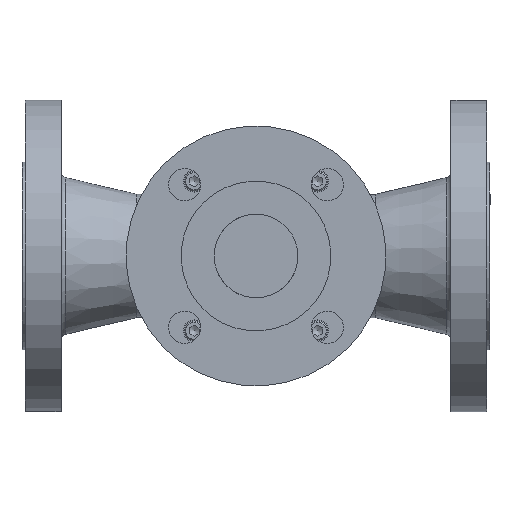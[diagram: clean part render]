
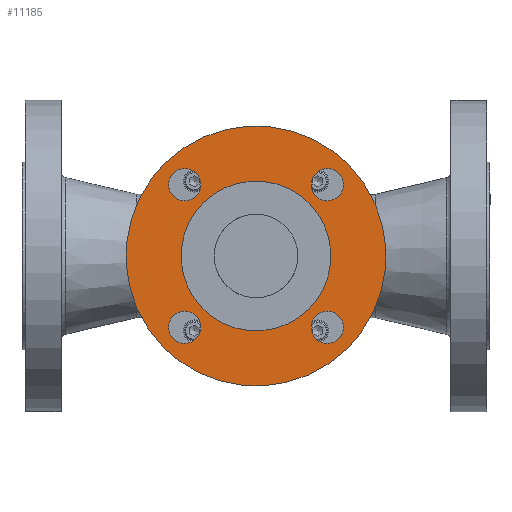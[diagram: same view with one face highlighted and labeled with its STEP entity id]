
A CAD part, front view. The second image highlights one B-rep face of the part: STEP entity #11185.
In plain terms, the highlighted planar face has unit normal (0, -1, 0).
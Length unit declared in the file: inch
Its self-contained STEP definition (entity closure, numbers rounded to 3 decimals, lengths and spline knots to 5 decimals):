
#11010=CARTESIAN_POINT('',(-1.66925,-2.319,1.45906));
#11011=VERTEX_POINT('',#11010);
#11012=CARTESIAN_POINT('',(-1.37179,-2.319,1.37179));
#11013=DIRECTION('',(0.,-1.0,0.));
#11014=DIRECTION('',(-0.707,0.,0.707));
#11015=AXIS2_PLACEMENT_3D('',#11012,#11013,#11014);
#11016=CIRCLE('',#11015,0.31);
#11017=EDGE_CURVE('',#11011,#11011,#11016,.T.);
#11027=CARTESIAN_POINT('',(0.70385,-2.319,2.39887));
#11028=VERTEX_POINT('',#11027);
#11029=CARTESIAN_POINT('',(0.,-2.319,0.));
#11030=DIRECTION('',(0.,-1.,0.));
#11031=DIRECTION('',(-0.707,0.,0.707));
#11032=AXIS2_PLACEMENT_3D('',#11029,#11030,#11031);
#11033=CIRCLE('',#11032,2.5);
#11034=EDGE_CURVE('',#11028,#11028,#11033,.T.);
#11126=CARTESIAN_POINT('',(0.40542,-2.319,1.38175));
#11127=VERTEX_POINT('',#11126);
#11128=CARTESIAN_POINT('',(0.,-2.319,0.));
#11129=DIRECTION('',(0.,-1.0,0.));
#11130=DIRECTION('',(-0.707,0.,0.707));
#11131=AXIS2_PLACEMENT_3D('',#11128,#11129,#11130);
#11132=CIRCLE('',#11131,1.44);
#11133=EDGE_CURVE('',#11127,#11127,#11132,.T.);
#11138=CARTESIAN_POINT('',(1.01823,-2.319,1.01823));
#11139=DIRECTION('',(0.0,-1.0,0.0));
#11140=DIRECTION('',(0.707,0.0,-0.707));
#11141=AXIS2_PLACEMENT_3D('',#11138,#11139,#11140);
#11142=PLANE('',#11141);
#11143=ORIENTED_EDGE('',*,*,#11034,.T.);
#11144=EDGE_LOOP('',(#11143));
#11145=FACE_OUTER_BOUND('',#11144,.T.);
#11146=ORIENTED_EDGE('',*,*,#11017,.F.);
#11147=EDGE_LOOP('',(#11146));
#11148=FACE_BOUND('',#11147,.T.);
#11149=ORIENTED_EDGE('',*,*,#11133,.F.);
#11150=EDGE_LOOP('',(#11149));
#11151=FACE_BOUND('',#11150,.T.);
#11152=CARTESIAN_POINT('',(-1.45906,-2.319,-1.66925));
#11153=VERTEX_POINT('',#11152);
#11154=CARTESIAN_POINT('',(-1.37179,-2.319,-1.37179));
#11155=DIRECTION('',(0.,-1.0,0.));
#11156=DIRECTION('',(-0.707,0.,0.707));
#11157=AXIS2_PLACEMENT_3D('',#11154,#11155,#11156);
#11158=CIRCLE('',#11157,0.31);
#11159=EDGE_CURVE('',#11153,#11153,#11158,.T.);
#11160=ORIENTED_EDGE('',*,*,#11159,.F.);
#11161=EDGE_LOOP('',(#11160));
#11162=FACE_BOUND('',#11161,.T.);
#11163=CARTESIAN_POINT('',(1.66925,-2.319,-1.45906));
#11164=VERTEX_POINT('',#11163);
#11165=CARTESIAN_POINT('',(1.37179,-2.319,-1.37179));
#11166=DIRECTION('',(0.,-1.0,0.));
#11167=DIRECTION('',(-0.707,0.,0.707));
#11168=AXIS2_PLACEMENT_3D('',#11165,#11166,#11167);
#11169=CIRCLE('',#11168,0.31);
#11170=EDGE_CURVE('',#11164,#11164,#11169,.T.);
#11171=ORIENTED_EDGE('',*,*,#11170,.F.);
#11172=EDGE_LOOP('',(#11171));
#11173=FACE_BOUND('',#11172,.T.);
#11174=CARTESIAN_POINT('',(1.45906,-2.319,1.66925));
#11175=VERTEX_POINT('',#11174);
#11176=CARTESIAN_POINT('',(1.37179,-2.319,1.37179));
#11177=DIRECTION('',(0.,-1.0,0.));
#11178=DIRECTION('',(-0.707,0.,0.707));
#11179=AXIS2_PLACEMENT_3D('',#11176,#11177,#11178);
#11180=CIRCLE('',#11179,0.31);
#11181=EDGE_CURVE('',#11175,#11175,#11180,.T.);
#11182=ORIENTED_EDGE('',*,*,#11181,.F.);
#11183=EDGE_LOOP('',(#11182));
#11184=FACE_BOUND('',#11183,.T.);
#11185=ADVANCED_FACE('',(#11145,#11148,#11151,#11162,#11173,#11184),#11142,.T.);
